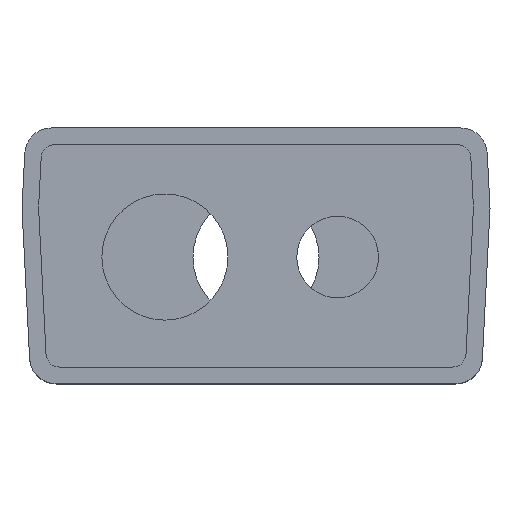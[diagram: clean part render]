
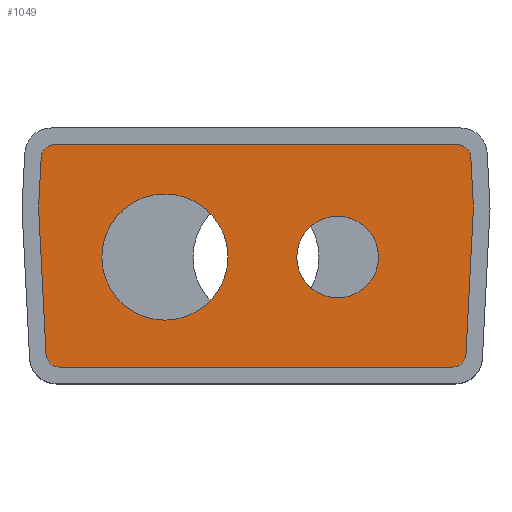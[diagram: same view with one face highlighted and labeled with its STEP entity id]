
A CAD part, top view. The second image highlights one B-rep face of the part: STEP entity #1049.
In plain terms, the highlighted planar face has unit normal (0, 0, 1).
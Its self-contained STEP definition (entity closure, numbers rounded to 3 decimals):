
#20=FACE_BOUND('',#148,.T.);
#21=FACE_BOUND('',#149,.T.);
#41=PLANE('',#1153);
#87=FACE_OUTER_BOUND('',#147,.T.);
#147=EDGE_LOOP('',(#850,#851,#852,#853,#854,#855,#856,#857,#858,#859,#860,
#861));
#148=EDGE_LOOP('',(#862));
#149=EDGE_LOOP('',(#863));
#230=LINE('',#1700,#329);
#233=LINE('',#1706,#332);
#234=LINE('',#1710,#333);
#235=LINE('',#1714,#334);
#236=LINE('',#1718,#335);
#237=LINE('',#1722,#336);
#329=VECTOR('',#1383,10.);
#332=VECTOR('',#1388,10.);
#333=VECTOR('',#1391,10.);
#334=VECTOR('',#1394,10.);
#335=VECTOR('',#1397,10.);
#336=VECTOR('',#1400,10.);
#401=CIRCLE('',#1144,6.147);
#403=CIRCLE('',#1147,9.487);
#405=CIRCLE('',#1150,2.);
#407=CIRCLE('',#1154,2.);
#408=CIRCLE('',#1155,2.);
#409=CIRCLE('',#1156,2.);
#410=CIRCLE('',#1157,2.);
#411=CIRCLE('',#1158,2.);
#479=VERTEX_POINT('',#1678);
#481=VERTEX_POINT('',#1684);
#483=VERTEX_POINT('',#1690);
#484=VERTEX_POINT('',#1691);
#487=VERTEX_POINT('',#1699);
#489=VERTEX_POINT('',#1705);
#490=VERTEX_POINT('',#1707);
#491=VERTEX_POINT('',#1709);
#492=VERTEX_POINT('',#1711);
#493=VERTEX_POINT('',#1713);
#494=VERTEX_POINT('',#1715);
#495=VERTEX_POINT('',#1717);
#496=VERTEX_POINT('',#1719);
#497=VERTEX_POINT('',#1721);
#606=EDGE_CURVE('',#479,#479,#401,.T.);
#609=EDGE_CURVE('',#481,#481,#403,.T.);
#612=EDGE_CURVE('',#483,#484,#405,.T.);
#616=EDGE_CURVE('',#487,#484,#230,.T.);
#619=EDGE_CURVE('',#483,#489,#233,.T.);
#620=EDGE_CURVE('',#490,#489,#407,.T.);
#621=EDGE_CURVE('',#490,#491,#234,.T.);
#622=EDGE_CURVE('',#492,#491,#408,.T.);
#623=EDGE_CURVE('',#492,#493,#235,.T.);
#624=EDGE_CURVE('',#494,#493,#409,.T.);
#625=EDGE_CURVE('',#494,#495,#236,.T.);
#626=EDGE_CURVE('',#496,#495,#410,.T.);
#627=EDGE_CURVE('',#496,#497,#237,.T.);
#628=EDGE_CURVE('',#487,#497,#411,.T.);
#850=ORIENTED_EDGE('',*,*,#612,.F.);
#851=ORIENTED_EDGE('',*,*,#619,.T.);
#852=ORIENTED_EDGE('',*,*,#620,.F.);
#853=ORIENTED_EDGE('',*,*,#621,.T.);
#854=ORIENTED_EDGE('',*,*,#622,.F.);
#855=ORIENTED_EDGE('',*,*,#623,.T.);
#856=ORIENTED_EDGE('',*,*,#624,.F.);
#857=ORIENTED_EDGE('',*,*,#625,.T.);
#858=ORIENTED_EDGE('',*,*,#626,.F.);
#859=ORIENTED_EDGE('',*,*,#627,.T.);
#860=ORIENTED_EDGE('',*,*,#628,.F.);
#861=ORIENTED_EDGE('',*,*,#616,.T.);
#862=ORIENTED_EDGE('',*,*,#606,.T.);
#863=ORIENTED_EDGE('',*,*,#609,.T.);
#1049=ADVANCED_FACE('',(#87,#20,#21),#41,.T.);
#1144=AXIS2_PLACEMENT_3D('',#1679,#1361,#1362);
#1147=AXIS2_PLACEMENT_3D('',#1685,#1368,#1369);
#1150=AXIS2_PLACEMENT_3D('',#1692,#1375,#1376);
#1153=AXIS2_PLACEMENT_3D('',#1704,#1386,#1387);
#1154=AXIS2_PLACEMENT_3D('',#1708,#1389,#1390);
#1155=AXIS2_PLACEMENT_3D('',#1712,#1392,#1393);
#1156=AXIS2_PLACEMENT_3D('',#1716,#1395,#1396);
#1157=AXIS2_PLACEMENT_3D('',#1720,#1398,#1399);
#1158=AXIS2_PLACEMENT_3D('',#1723,#1401,#1402);
#1361=DIRECTION('center_axis',(0.,0.,-1.));
#1362=DIRECTION('ref_axis',(-1.,0.,0.));
#1368=DIRECTION('center_axis',(0.,0.,-1.));
#1369=DIRECTION('ref_axis',(-1.,0.,0.));
#1375=DIRECTION('center_axis',(0.,0.,-1.));
#1376=DIRECTION('ref_axis',(0.689,0.725,0.));
#1383=DIRECTION('',(-0.052,0.999,0.));
#1386=DIRECTION('center_axis',(0.,0.,1.));
#1387=DIRECTION('ref_axis',(1.,0.,0.));
#1388=DIRECTION('',(-1.,0.,0.));
#1389=DIRECTION('center_axis',(0.,0.,-1.));
#1390=DIRECTION('ref_axis',(-0.689,0.725,0.));
#1391=DIRECTION('',(-0.052,-0.999,0.));
#1392=DIRECTION('center_axis',(0.,0.,-1.));
#1393=DIRECTION('ref_axis',(-1.,0.,0.));
#1394=DIRECTION('',(0.051,-0.999,0.));
#1395=DIRECTION('center_axis',(0.,0.,-1.));
#1396=DIRECTION('ref_axis',(-0.689,-0.725,0.));
#1397=DIRECTION('',(1.,0.,0.));
#1398=DIRECTION('center_axis',(0.,0.,-1.));
#1399=DIRECTION('ref_axis',(0.689,-0.725,0.));
#1400=DIRECTION('',(0.051,0.999,0.));
#1401=DIRECTION('center_axis',(0.,0.,-1.));
#1402=DIRECTION('ref_axis',(1.,0.,0.));
#1678=CARTESIAN_POINT('',(51.147,16.553,30.));
#1679=CARTESIAN_POINT('Origin',(45.,16.553,30.));
#1684=CARTESIAN_POINT('',(28.487,16.553,30.));
#1685=CARTESIAN_POINT('Origin',(19.,16.553,30.));
#1690=CARTESIAN_POINT('',(63.04,33.48,30.));
#1691=CARTESIAN_POINT('',(65.038,31.583,30.));
#1692=CARTESIAN_POINT('Origin',(63.04,31.48,30.));
#1699=CARTESIAN_POINT('',(65.425,24.082,30.));
#1700=CARTESIAN_POINT('',(64.94,33.48,30.));
#1704=CARTESIAN_POINT('Origin',(32.715,16.74,30.));
#1705=CARTESIAN_POINT('',(2.39,33.48,30.));
#1706=CARTESIAN_POINT('',(65.43,33.48,30.));
#1707=CARTESIAN_POINT('',(0.392,31.583,30.));
#1708=CARTESIAN_POINT('Origin',(2.39,31.48,30.));
#1709=CARTESIAN_POINT('',(0.005,24.082,30.));
#1710=CARTESIAN_POINT('',(0.,23.98,30.));
#1711=CARTESIAN_POINT('',(0.005,23.878,30.));
#1712=CARTESIAN_POINT('Origin',(2.003,23.979,30.));
#1713=CARTESIAN_POINT('',(1.119,1.899,30.));
#1714=CARTESIAN_POINT('',(0.,23.98,30.));
#1715=CARTESIAN_POINT('',(3.116,0.,30.));
#1716=CARTESIAN_POINT('Origin',(3.116,2.,30.));
#1717=CARTESIAN_POINT('',(62.314,0.,30.));
#1718=CARTESIAN_POINT('',(0.,0.,30.));
#1719=CARTESIAN_POINT('',(64.311,1.899,30.));
#1720=CARTESIAN_POINT('Origin',(62.314,2.,30.));
#1721=CARTESIAN_POINT('',(65.425,23.878,30.));
#1722=CARTESIAN_POINT('',(65.43,23.98,30.));
#1723=CARTESIAN_POINT('Origin',(63.427,23.979,30.));
